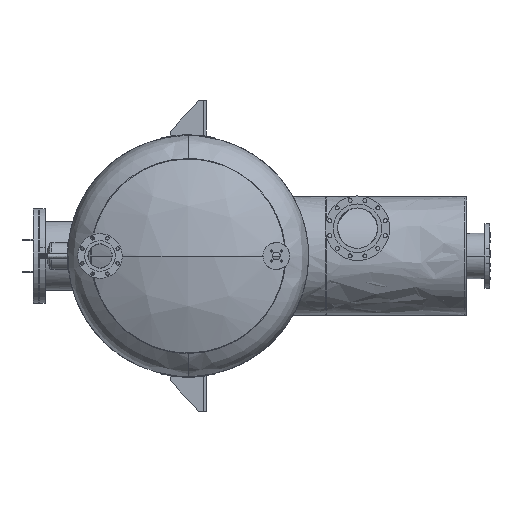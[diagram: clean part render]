
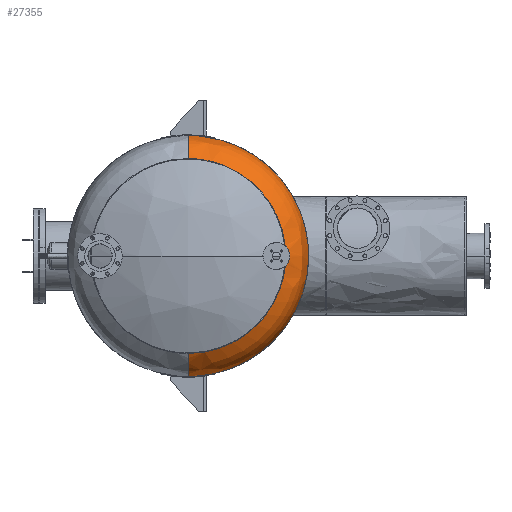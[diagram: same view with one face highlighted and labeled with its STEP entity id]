
A CAD part, left-side view. The second image highlights one B-rep face of the part: STEP entity #27355.
In plain terms, the highlighted free-form (B-spline) face has degree [2, 2] with [5, 3] control points.
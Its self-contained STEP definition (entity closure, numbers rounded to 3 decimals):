
#11523 = VERTEX_POINT('',#11524);
#11524 = CARTESIAN_POINT('',(-1528.075,0.,
    -890.985));
#11530 = VERTEX_POINT('',#11531);
#11531 = CARTESIAN_POINT('',(-1528.075,0.,890.985));
#26824 = EDGE_CURVE('',#11523,#26825,#26827,.T.);
#26825 = VERTEX_POINT('',#26826);
#26826 = CARTESIAN_POINT('',(-1803.826,0.,
    -721.593));
#26827 = ( BOUNDED_CURVE() B_SPLINE_CURVE(2,(#26828,#26829,#26830),
.UNSPECIFIED.,.F.,.F.) B_SPLINE_CURVE_WITH_KNOTS((3,3),(3.142,
4.243),.PIECEWISE_BEZIER_KNOTS.) CURVE() 
GEOMETRIC_REPRESENTATION_ITEM() RATIONAL_B_SPLINE_CURVE((1.,
0.852,1.)) REPRESENTATION_ITEM('') );
#26828 = CARTESIAN_POINT('',(-1528.075,0.,
    -890.985));
#26829 = CARTESIAN_POINT('',(-1717.979,0.,
    -890.985));
#26830 = CARTESIAN_POINT('',(-1803.826,0.,
    -721.593));
#26840 = VERTEX_POINT('',#26841);
#26841 = CARTESIAN_POINT('',(-1803.826,0.,721.593));
#26847 = EDGE_CURVE('',#11530,#26840,#26848,.T.);
#26848 = ( BOUNDED_CURVE() B_SPLINE_CURVE(2,(#26849,#26850,#26851),
.UNSPECIFIED.,.F.,.F.) B_SPLINE_CURVE_WITH_KNOTS((3,3),(3.142,
4.243),.PIECEWISE_BEZIER_KNOTS.) CURVE() 
GEOMETRIC_REPRESENTATION_ITEM() RATIONAL_B_SPLINE_CURVE((1.,
0.852,1.)) REPRESENTATION_ITEM('') );
#26849 = CARTESIAN_POINT('',(-1528.075,0.,890.985));
#26850 = CARTESIAN_POINT('',(-1717.979,0.,890.985));
#26851 = CARTESIAN_POINT('',(-1803.826,0.,721.593));
#26873 = VERTEX_POINT('',#26874);
#26874 = CARTESIAN_POINT('',(-1803.826,-717.767,
    -74.211));
#26963 = EDGE_CURVE('',#26825,#26873,#26964,.T.);
#26964 = ( BOUNDED_CURVE() B_SPLINE_CURVE(2,(#26965,#26966,#26967),
.UNSPECIFIED.,.F.,.F.) B_SPLINE_CURVE_WITH_KNOTS((3,3),(3.142,
4.609),.PIECEWISE_BEZIER_KNOTS.) CURVE() 
GEOMETRIC_REPRESENTATION_ITEM() RATIONAL_B_SPLINE_CURVE((1.,
0.743,1.)) REPRESENTATION_ITEM('') );
#26965 = CARTESIAN_POINT('',(-1803.826,0.,
    -721.593));
#26966 = CARTESIAN_POINT('',(-1803.826,-650.833,
    -721.593));
#26967 = CARTESIAN_POINT('',(-1803.826,-717.767,
    -74.211));
#27270 = VERTEX_POINT('',#27271);
#27271 = CARTESIAN_POINT('',(-1803.826,-717.767,
    74.211));
#27292 = EDGE_CURVE('',#27270,#26840,#27293,.T.);
#27293 = ( BOUNDED_CURVE() B_SPLINE_CURVE(2,(#27294,#27295,#27296),
.UNSPECIFIED.,.F.,.F.) B_SPLINE_CURVE_WITH_KNOTS((3,3),(4.815,
6.283),.PIECEWISE_BEZIER_KNOTS.) CURVE() 
GEOMETRIC_REPRESENTATION_ITEM() RATIONAL_B_SPLINE_CURVE((1.,
0.743,1.)) REPRESENTATION_ITEM('') );
#27294 = CARTESIAN_POINT('',(-1803.826,-717.767,
    74.211));
#27295 = CARTESIAN_POINT('',(-1803.826,-650.833,
    721.593));
#27296 = CARTESIAN_POINT('',(-1803.826,0.,
    721.593));
#27355 = ADVANCED_FACE('',(#27356),#27421,.T.);
#27356 = FACE_BOUND('',#27357,.T.);
#27357 = EDGE_LOOP('',(#27358,#27359,#27367,#27368,#27369,#27420));
#27358 = ORIENTED_EDGE('',*,*,#26824,.F.);
#27359 = ORIENTED_EDGE('',*,*,#27360,.T.);
#27360 = EDGE_CURVE('',#11523,#11530,#27361,.T.);
#27361 = ( BOUNDED_CURVE() B_SPLINE_CURVE(2,(#27362,#27363,#27364,#27365
,#27366),.UNSPECIFIED.,.F.,.F.) B_SPLINE_CURVE_WITH_KNOTS((3,2,3),(
    3.142,4.712,6.283),
.PIECEWISE_BEZIER_KNOTS.) CURVE() GEOMETRIC_REPRESENTATION_ITEM() 
RATIONAL_B_SPLINE_CURVE((1.,0.707,1.,0.707,1.)) 
REPRESENTATION_ITEM('') );
#27362 = CARTESIAN_POINT('',(-1528.075,0.,
    -890.985));
#27363 = CARTESIAN_POINT('',(-1528.075,-890.985,
    -890.985));
#27364 = CARTESIAN_POINT('',(-1528.075,-890.985,
    0.));
#27365 = CARTESIAN_POINT('',(-1528.075,-890.985,
    890.985));
#27366 = CARTESIAN_POINT('',(-1528.075,0.,
    890.985));
#27367 = ORIENTED_EDGE('',*,*,#26847,.T.);
#27368 = ORIENTED_EDGE('',*,*,#27292,.F.);
#27369 = ORIENTED_EDGE('',*,*,#27370,.T.);
#27370 = EDGE_CURVE('',#27270,#26873,#27371,.T.);
#27371 = B_SPLINE_CURVE_WITH_KNOTS('',3,(#27372,#27373,#27374,#27375,
    #27376,#27377,#27378,#27379,#27380,#27381,#27382,#27383,#27384,
    #27385,#27386,#27387,#27388,#27389,#27390,#27391,#27392,#27393,
    #27394,#27395,#27396,#27397,#27398,#27399,#27400,#27401,#27402,
    #27403,#27404,#27405,#27406,#27407,#27408,#27409,#27410,#27411,
    #27412,#27413,#27414,#27415,#27416,#27417,#27418,#27419),
  .UNSPECIFIED.,.F.,.F.,(4,2,2,2,2,2,2,2,2,2,2,2,2,2,2,2,2,2,2,2,2,2,2,4
    ),(0.,0.009,0.018,
    0.027,0.032,0.036,
    0.046,0.055,0.057,
    0.059,0.064,0.073,
    0.082,0.084,0.086,
    0.091,0.1,0.109,0.114,
    0.118,0.127,0.132,0.137,
    0.146),.UNSPECIFIED.);
#27372 = CARTESIAN_POINT('',(-1803.826,-717.767,
    74.211));
#27373 = CARTESIAN_POINT('',(-1802.651,-720.331,
    71.951));
#27374 = CARTESIAN_POINT('',(-1801.506,-722.763,
    69.572));
#27375 = CARTESIAN_POINT('',(-1799.288,-727.371,
    64.578));
#27376 = CARTESIAN_POINT('',(-1798.215,-729.547,
    61.962));
#27377 = CARTESIAN_POINT('',(-1796.157,-733.641,
    56.486));
#27378 = CARTESIAN_POINT('',(-1795.173,-735.559,
    53.625));
#27379 = CARTESIAN_POINT('',(-1793.779,-738.234,
    49.136));
#27380 = CARTESIAN_POINT('',(-1793.327,-739.092,
    47.605));
#27381 = CARTESIAN_POINT('',(-1792.465,-740.719,
    44.514));
#27382 = CARTESIAN_POINT('',(-1792.053,-741.49,
    42.95));
#27383 = CARTESIAN_POINT('',(-1790.877,-743.676,
    38.2));
#27384 = CARTESIAN_POINT('',(-1790.172,-744.967,
    34.958));
#27385 = CARTESIAN_POINT('',(-1788.937,-747.209,
    28.318));
#27386 = CARTESIAN_POINT('',(-1788.407,-748.16,
    24.92));
#27387 = CARTESIAN_POINT('',(-1787.865,-749.126,
    20.568));
#27388 = CARTESIAN_POINT('',(-1787.763,-749.308,
    19.693));
#27389 = CARTESIAN_POINT('',(-1787.571,-749.649,
    17.931));
#27390 = CARTESIAN_POINT('',(-1787.481,-749.809,
    17.044));
#27391 = CARTESIAN_POINT('',(-1787.232,-750.25,
    14.379));
#27392 = CARTESIAN_POINT('',(-1787.093,-750.494,
    12.602));
#27393 = CARTESIAN_POINT('',(-1786.761,-751.082,
    7.267));
#27394 = CARTESIAN_POINT('',(-1786.648,-751.279,
    3.708));
#27395 = CARTESIAN_POINT('',(-1786.642,-751.289,
    -3.42));
#27396 = CARTESIAN_POINT('',(-1786.749,-751.102,
    -6.987));
#27397 = CARTESIAN_POINT('',(-1787.02,-750.623,
    -11.451));
#27398 = CARTESIAN_POINT('',(-1787.082,-750.515,
    -12.344));
#27399 = CARTESIAN_POINT('',(-1787.218,-750.274,
    -14.13));
#27400 = CARTESIAN_POINT('',(-1787.293,-750.141,
    -15.024));
#27401 = CARTESIAN_POINT('',(-1787.538,-749.707,
    -17.687));
#27402 = CARTESIAN_POINT('',(-1787.728,-749.37,
    -19.444));
#27403 = CARTESIAN_POINT('',(-1788.37,-748.226,
    -24.662));
#27404 = CARTESIAN_POINT('',(-1788.896,-747.283,
    -28.071));
#27405 = CARTESIAN_POINT('',(-1790.13,-745.044,
    -34.754));
#27406 = CARTESIAN_POINT('',(-1790.837,-743.75,
    -38.028));
#27407 = CARTESIAN_POINT('',(-1792.025,-741.543,
    -42.84));
#27408 = CARTESIAN_POINT('',(-1792.439,-740.767,
    -44.418));
#27409 = CARTESIAN_POINT('',(-1793.3,-739.144,
    -47.51));
#27410 = CARTESIAN_POINT('',(-1793.746,-738.296,
    -49.027));
#27411 = CARTESIAN_POINT('',(-1795.129,-735.645,
    -53.49));
#27412 = CARTESIAN_POINT('',(-1796.11,-733.735,
    -56.352));
#27413 = CARTESIAN_POINT('',(-1797.656,-730.659,
    -60.48));
#27414 = CARTESIAN_POINT('',(-1798.185,-729.598,
    -61.828));
#27415 = CARTESIAN_POINT('',(-1799.264,-727.406,
    -64.47));
#27416 = CARTESIAN_POINT('',(-1799.816,-726.273,
    -65.766));
#27417 = CARTESIAN_POINT('',(-1801.498,-722.78,
    -69.557));
#27418 = CARTESIAN_POINT('',(-1802.65,-720.333,
    -71.949));
#27419 = CARTESIAN_POINT('',(-1803.826,-717.767,
    -74.211));
#27420 = ORIENTED_EDGE('',*,*,#26963,.F.);
#27421 = ( BOUNDED_SURFACE() B_SPLINE_SURFACE(2,2,(
    (#27422,#27423,#27424)
    ,(#27425,#27426,#27427)
    ,(#27428,#27429,#27430)
    ,(#27431,#27432,#27433)
    ,(#27434,#27435,#27436
)),.UNSPECIFIED.,.F.,.F.,.F.) B_SPLINE_SURFACE_WITH_KNOTS((3,2,3),(3,3),
  (3.142,4.712,6.283),(0.,1.102),
.PIECEWISE_BEZIER_KNOTS.) GEOMETRIC_REPRESENTATION_ITEM() 
RATIONAL_B_SPLINE_SURFACE((
    (1.,0.852,1.)
    ,(0.707,0.603,0.707)
    ,(1.,0.852,1.)
    ,(0.707,0.603,0.707)
,(1.,0.852,1.))) REPRESENTATION_ITEM('') SURFACE() );
#27422 = CARTESIAN_POINT('',(-1528.075,0.,
    -890.985));
#27423 = CARTESIAN_POINT('',(-1717.979,0.,
    -890.985));
#27424 = CARTESIAN_POINT('',(-1803.826,0.,
    -721.593));
#27425 = CARTESIAN_POINT('',(-1528.075,-890.985,
    -890.985));
#27426 = CARTESIAN_POINT('',(-1717.979,-890.985,
    -890.985));
#27427 = CARTESIAN_POINT('',(-1803.826,-721.593,
    -721.593));
#27428 = CARTESIAN_POINT('',(-1528.075,-890.985,
    0.));
#27429 = CARTESIAN_POINT('',(-1717.979,-890.985,
    0.));
#27430 = CARTESIAN_POINT('',(-1803.826,-721.593,
    0.));
#27431 = CARTESIAN_POINT('',(-1528.075,-890.985,
    890.985));
#27432 = CARTESIAN_POINT('',(-1717.979,-890.985,
    890.985));
#27433 = CARTESIAN_POINT('',(-1803.826,-721.593,
    721.593));
#27434 = CARTESIAN_POINT('',(-1528.075,0.,
    890.985));
#27435 = CARTESIAN_POINT('',(-1717.979,0.,
    890.985));
#27436 = CARTESIAN_POINT('',(-1803.826,0.,
    721.593));
